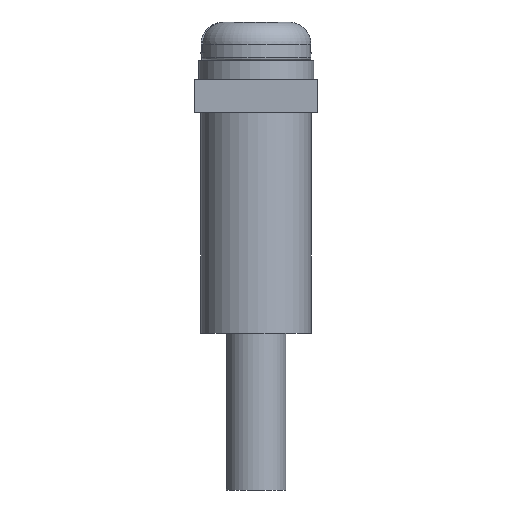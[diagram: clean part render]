
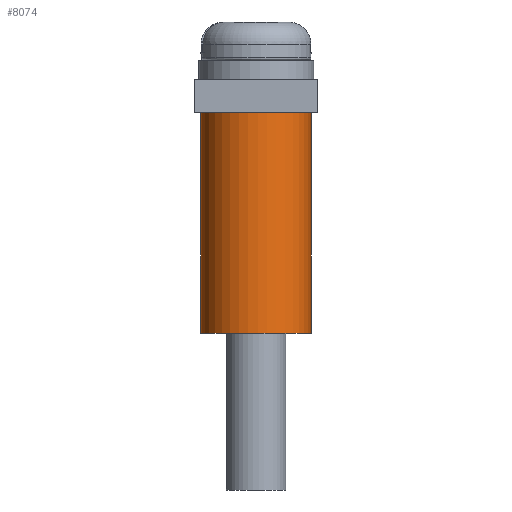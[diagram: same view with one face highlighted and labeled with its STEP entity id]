
A CAD part, front view. The second image highlights one B-rep face of the part: STEP entity #8074.
In plain terms, the highlighted cylindrical face has radius 2 mm (diameter 4 mm), a full revolution.
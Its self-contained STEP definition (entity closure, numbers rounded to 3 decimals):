
#1347 = DIRECTION ( 'NONE',  ( 0.665, -0.747, 0. ) ) ;
#1847 = CYLINDRICAL_SURFACE ( 'NONE', #4024, 2. ) ;
#2279 = CIRCLE ( 'NONE', #7342, 2. ) ;
#3099 = CIRCLE ( 'NONE', #8678, 2. ) ;
#3399 = EDGE_CURVE ( 'NONE', #6157, #6157, #3099, .T. ) ;
#3909 = CARTESIAN_POINT ( 'NONE',  ( -14.355, -23.866, 40.7 ) ) ;
#4024 = AXIS2_PLACEMENT_3D ( 'NONE', #8647, #7788, #9298 ) ;
#4313 = VERTEX_POINT ( 'NONE', #7364 ) ;
#4686 = DIRECTION ( 'NONE',  ( 0., 0., 1. ) ) ;
#4830 = ORIENTED_EDGE ( 'NONE', *, *, #3399, .F. ) ;
#4864 = FACE_OUTER_BOUND ( 'NONE', #5415, .T. ) ;
#5415 = EDGE_LOOP ( 'NONE', ( #8719 ) ) ;
#5975 = CARTESIAN_POINT ( 'NONE',  ( -14.355, -23.866, 48.7 ) ) ;
#6157 = VERTEX_POINT ( 'NONE', #6799 ) ;
#6799 = CARTESIAN_POINT ( 'NONE',  ( -13.024, -25.359, 48.7 ) ) ;
#7342 = AXIS2_PLACEMENT_3D ( 'NONE', #3909, #4686, #7848 ) ;
#7364 = CARTESIAN_POINT ( 'NONE',  ( -13.024, -25.359, 40.7 ) ) ;
#7765 = EDGE_CURVE ( 'NONE', #4313, #4313, #2279, .T. ) ;
#7788 = DIRECTION ( 'NONE',  ( 0., 0., -1. ) ) ;
#7848 = DIRECTION ( 'NONE',  ( 0.665, -0.747, 0. ) ) ;
#8074 = ADVANCED_FACE ( 'NONE', ( #8483, #4864 ), #1847, .T. ) ;
#8483 = FACE_OUTER_BOUND ( 'NONE', #8594, .T. ) ;
#8594 = EDGE_LOOP ( 'NONE', ( #4830 ) ) ;
#8647 = CARTESIAN_POINT ( 'NONE',  ( -14.355, -23.866, 48.7 ) ) ;
#8678 = AXIS2_PLACEMENT_3D ( 'NONE', #5975, #9846, #1347 ) ;
#8719 = ORIENTED_EDGE ( 'NONE', *, *, #7765, .T. ) ;
#9298 = DIRECTION ( 'NONE',  ( -0.665, 0.747, 0. ) ) ;
#9846 = DIRECTION ( 'NONE',  ( 0., 0., 1. ) ) ;
